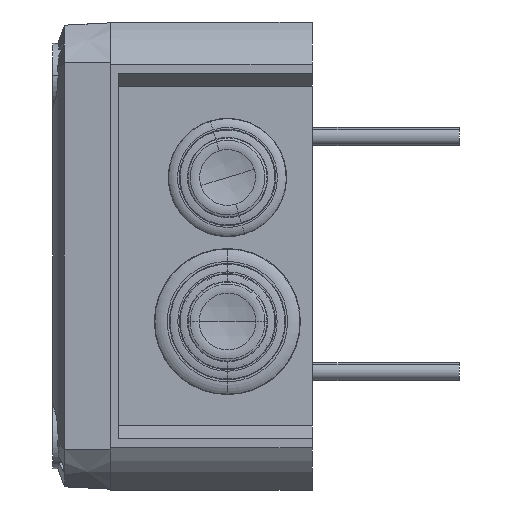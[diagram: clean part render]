
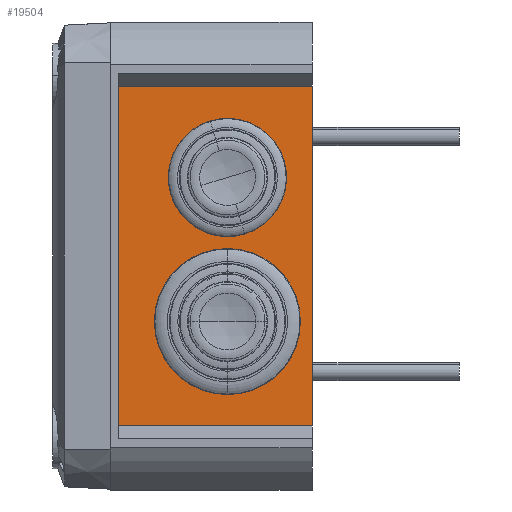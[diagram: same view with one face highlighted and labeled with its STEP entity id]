
A CAD part, left-side view. The second image highlights one B-rep face of the part: STEP entity #19504.
In plain terms, the highlighted planar face has unit normal (-1, 0, 0).
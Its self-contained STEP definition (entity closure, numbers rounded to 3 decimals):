
#150 = DIRECTION ( 'NONE',  ( 0., 0., -1. ) ) ;
#560 = EDGE_CURVE ( 'NONE', #8586, #7499, #8878, .T. ) ;
#2673 = VECTOR ( 'NONE', #3990, 1000. ) ;
#2851 = VECTOR ( 'NONE', #28079, 1000. ) ;
#3070 = AXIS2_PLACEMENT_3D ( 'NONE', #25413, #25610, #11990 ) ;
#3962 = EDGE_CURVE ( 'NONE', #26864, #5085, #23047, .T. ) ;
#3990 = DIRECTION ( 'NONE',  ( 0., -1., 0. ) ) ;
#4098 = LINE ( 'NONE', #28857, #2673 ) ;
#4476 = EDGE_LOOP ( 'NONE', ( #28730, #5577 ) ) ;
#4711 = DIRECTION ( 'NONE',  ( 0., -1., 0. ) ) ;
#4774 = CARTESIAN_POINT ( 'NONE',  ( -69.892, 21.13, -16.34 ) ) ;
#4938 = DIRECTION ( 'NONE',  ( 1., 0., 0. ) ) ;
#5085 = VERTEX_POINT ( 'NONE', #25072 ) ;
#5374 = AXIS2_PLACEMENT_3D ( 'NONE', #4774, #4938, #29092 ) ;
#5491 = CARTESIAN_POINT ( 'NONE',  ( -69.892, 48.35, 42.347 ) ) ;
#5577 = ORIENTED_EDGE ( 'NONE', *, *, #11477, .T. ) ;
#5774 = EDGE_CURVE ( 'NONE', #6091, #9359, #8385, .T. ) ;
#5822 = FACE_OUTER_BOUND ( 'NONE', #7636, .T. ) ;
#5892 = ORIENTED_EDGE ( 'NONE', *, *, #6760, .T. ) ;
#6091 = VERTEX_POINT ( 'NONE', #20610 ) ;
#6394 = CARTESIAN_POINT ( 'NONE',  ( -69.892, 0., 42.347 ) ) ;
#6421 = EDGE_LOOP ( 'NONE', ( #16551, #20334 ) ) ;
#6435 = VERTEX_POINT ( 'NONE', #5491 ) ;
#6463 = CARTESIAN_POINT ( 'NONE',  ( -69.892, 21.13, 19.56 ) ) ;
#6760 = EDGE_CURVE ( 'NONE', #14480, #8586, #29278, .T. ) ;
#6863 = AXIS2_PLACEMENT_3D ( 'NONE', #22430, #11772, #150 ) ;
#7499 = VERTEX_POINT ( 'NONE', #12760 ) ;
#7636 = EDGE_LOOP ( 'NONE', ( #29160, #22188, #18954, #5892 ) ) ;
#8385 = CIRCLE ( 'NONE', #5374, 16.1 ) ;
#8586 = VERTEX_POINT ( 'NONE', #15592 ) ;
#8684 = VECTOR ( 'NONE', #14820, 1000. ) ;
#8739 = DIRECTION ( 'NONE',  ( 0., 0., -1. ) ) ;
#8878 = LINE ( 'NONE', #6394, #2851 ) ;
#9359 = VERTEX_POINT ( 'NONE', #16083 ) ;
#10253 = CARTESIAN_POINT ( 'NONE',  ( -69.892, 48.35, 42.347 ) ) ;
#11477 = EDGE_CURVE ( 'NONE', #9359, #6091, #27581, .T. ) ;
#11572 = CARTESIAN_POINT ( 'NONE',  ( -69.892, 48.35, 42.347 ) ) ;
#11772 = DIRECTION ( 'NONE',  ( 1., 0., 0. ) ) ;
#11863 = DIRECTION ( 'NONE',  ( 0., 0., -1. ) ) ;
#11990 = DIRECTION ( 'NONE',  ( 0., 0., -1. ) ) ;
#12527 = CIRCLE ( 'NONE', #26843, 12.6 ) ;
#12760 = CARTESIAN_POINT ( 'NONE',  ( -69.892, 0., 42.347 ) ) ;
#13323 = CARTESIAN_POINT ( 'NONE',  ( -69.892, 48.35, -42.347 ) ) ;
#14480 = VERTEX_POINT ( 'NONE', #13323 ) ;
#14820 = DIRECTION ( 'NONE',  ( 0., 0., 1. ) ) ;
#15592 = CARTESIAN_POINT ( 'NONE',  ( -69.892, 0., -42.347 ) ) ;
#16083 = CARTESIAN_POINT ( 'NONE',  ( -69.892, 21.13, -32.44 ) ) ;
#16426 = FACE_BOUND ( 'NONE', #4476, .T. ) ;
#16551 = ORIENTED_EDGE ( 'NONE', *, *, #3962, .T. ) ;
#18285 = EDGE_CURVE ( 'NONE', #14480, #6435, #26789, .T. ) ;
#18954 = ORIENTED_EDGE ( 'NONE', *, *, #18285, .F. ) ;
#19504 = ADVANCED_FACE ( 'NONE', ( #22515, #16426, #5822 ), #23202, .F. ) ;
#20334 = ORIENTED_EDGE ( 'NONE', *, *, #27395, .T. ) ;
#20371 = AXIS2_PLACEMENT_3D ( 'NONE', #11572, #25481, #11863 ) ;
#20610 = CARTESIAN_POINT ( 'NONE',  ( -69.892, 21.13, -0.24 ) ) ;
#22174 = CARTESIAN_POINT ( 'NONE',  ( -69.892, 21.13, 32.16 ) ) ;
#22188 = ORIENTED_EDGE ( 'NONE', *, *, #23797, .F. ) ;
#22344 = DIRECTION ( 'NONE',  ( 1., 0., 0. ) ) ;
#22430 = CARTESIAN_POINT ( 'NONE',  ( -69.892, 21.13, 19.56 ) ) ;
#22515 = FACE_BOUND ( 'NONE', #6421, .T. ) ;
#23047 = CIRCLE ( 'NONE', #6863, 12.6 ) ;
#23202 = PLANE ( 'NONE',  #20371 ) ;
#23291 = VECTOR ( 'NONE', #4711, 1000. ) ;
#23797 = EDGE_CURVE ( 'NONE', #6435, #7499, #4098, .T. ) ;
#25072 = CARTESIAN_POINT ( 'NONE',  ( -69.892, 21.13, 6.96 ) ) ;
#25413 = CARTESIAN_POINT ( 'NONE',  ( -69.892, 21.13, -16.34 ) ) ;
#25481 = DIRECTION ( 'NONE',  ( 1., 0., 0. ) ) ;
#25610 = DIRECTION ( 'NONE',  ( 1., 0., 0. ) ) ;
#26353 = CARTESIAN_POINT ( 'NONE',  ( -69.892, 48.35, -42.347 ) ) ;
#26789 = LINE ( 'NONE', #10253, #8684 ) ;
#26843 = AXIS2_PLACEMENT_3D ( 'NONE', #6463, #22344, #8739 ) ;
#26864 = VERTEX_POINT ( 'NONE', #22174 ) ;
#27395 = EDGE_CURVE ( 'NONE', #5085, #26864, #12527, .T. ) ;
#27581 = CIRCLE ( 'NONE', #3070, 16.1 ) ;
#28079 = DIRECTION ( 'NONE',  ( 0., 0., 1. ) ) ;
#28730 = ORIENTED_EDGE ( 'NONE', *, *, #5774, .T. ) ;
#28857 = CARTESIAN_POINT ( 'NONE',  ( -69.892, 48.35, 42.347 ) ) ;
#29092 = DIRECTION ( 'NONE',  ( 0., 0., -1. ) ) ;
#29160 = ORIENTED_EDGE ( 'NONE', *, *, #560, .T. ) ;
#29278 = LINE ( 'NONE', #26353, #23291 ) ;
